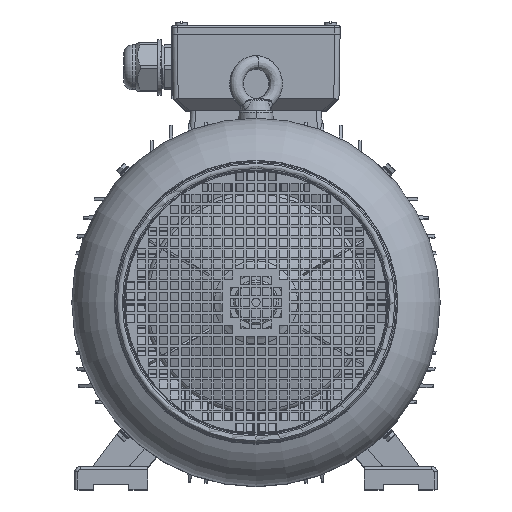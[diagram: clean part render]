
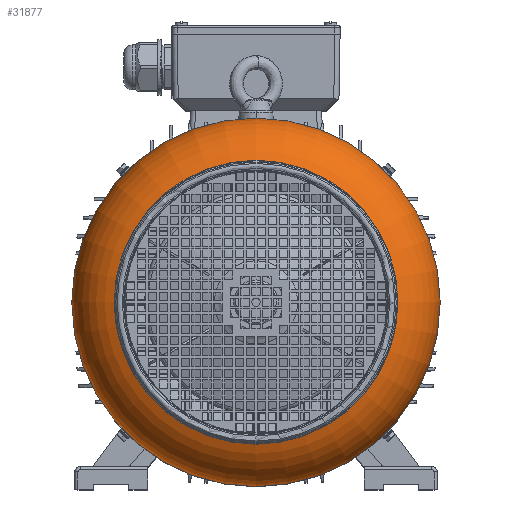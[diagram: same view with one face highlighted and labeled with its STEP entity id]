
A CAD part, top view. The second image highlights one B-rep face of the part: STEP entity #31877.
In plain terms, the highlighted toroidal (fillet/blend) face has major radius 116.021 mm and minor radius 61.5 mm.
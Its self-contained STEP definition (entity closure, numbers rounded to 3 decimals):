
#22284=TOROIDAL_SURFACE('',#113124,116.021,61.5);
#24008=FACE_BOUND('',#42907,.T.);
#24009=FACE_BOUND('',#42908,.T.);
#25854=CIRCLE('',#113091,177.5);
#25878=CIRCLE('',#113122,136.772);
#31877=ADVANCED_FACE('',(#24008,#24009),#22284,.T.);
#42907=EDGE_LOOP('',(#56816));
#42908=EDGE_LOOP('',(#56817));
#56816=ORIENTED_EDGE('',*,*,#85746,.F.);
#56817=ORIENTED_EDGE('',*,*,#87450,.T.);
#76431=VERTEX_POINT('',#156409);
#78135=VERTEX_POINT('',#159824);
#85746=EDGE_CURVE('',#76431,#76431,#25854,.T.);
#87450=EDGE_CURVE('',#78135,#78135,#25878,.T.);
#113091=AXIS2_PLACEMENT_3D('',#156408,#124181,#124182);
#113122=AXIS2_PLACEMENT_3D('',#159823,#125923,#125924);
#113124=AXIS2_PLACEMENT_3D('',#159826,#125927,#125928);
#124181=DIRECTION('',(0.,0.,-1.));
#124182=DIRECTION('',(-1.,0.,0.));
#125923=DIRECTION('',(0.,0.,-1.));
#125924=DIRECTION('',(-1.,0.,0.));
#125927=DIRECTION('',(0.,0.,-1.));
#125928=DIRECTION('',(-1.,0.,0.));
#156408=CARTESIAN_POINT('',(59.478,-8.346,286.338));
#156409=CARTESIAN_POINT('',(-118.022,-8.346,286.338));
#159823=CARTESIAN_POINT('',(59.478,-8.346,342.608));
#159824=CARTESIAN_POINT('',(-77.294,-8.346,342.608));
#159826=CARTESIAN_POINT('',(59.478,-8.346,284.715));
